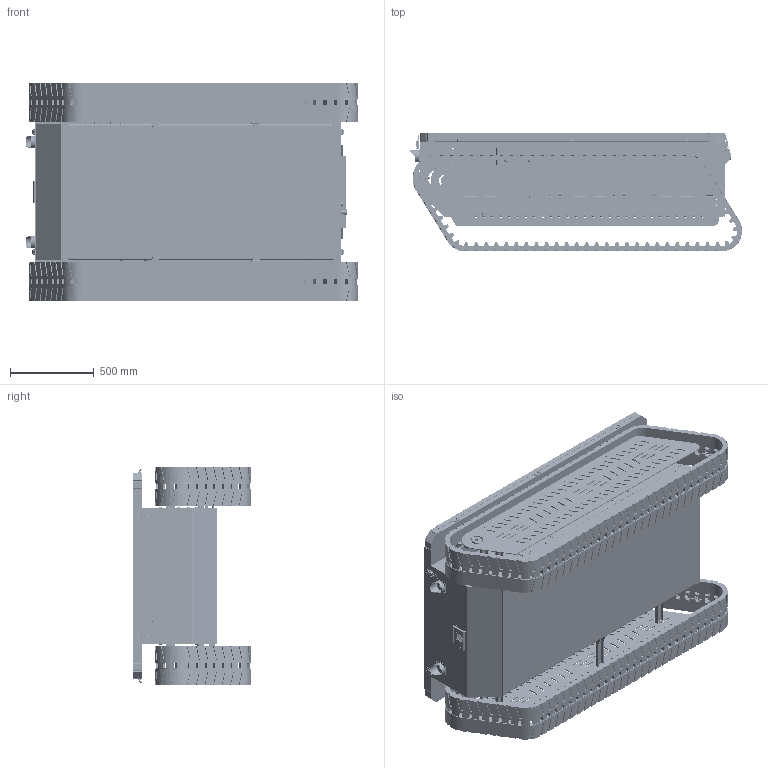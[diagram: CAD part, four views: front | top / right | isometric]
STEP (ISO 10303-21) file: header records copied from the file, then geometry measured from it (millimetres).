
FILE_DESCRIPTION (( 'STEP AP203' ), '1' );
FILE_NAME ('TN17E.STEP', '2024-10-31T03:31:22', ( 'Windows 蚚誧' ), ( 'Organization' ), 'SwSTEP 2.0', 'SolidWorks 2020', '' );
FILE_SCHEMA (( 'CONFIG_CONTROL_DESIGN' ));
Length unit declared in the file: millimetre
Products named in the file (1): TN17E
Bounding box: 1980.31 x 705 x 1300 mm (x, y, z)
Volume: 93924089.7 mm3; surface area: 30685919 mm2
Topology: 171 solids, 171 shells, 10557 faces, 28270 edges, 18346 vertices
Faces by surface type: plane 6955, cylinder 3334, bspline 84, cone 66, sphere 64, torus 54
Entity records: 342882 total; most frequent: CARTESIAN_POINT 72959, ORIENTED_EDGE 56460, DIRECTION 54921, EDGE_CURVE 28230, LINE 20401, VECTOR 20401, VERTEX_POINT 18330, AXIS2_PLACEMENT_3D 17260
